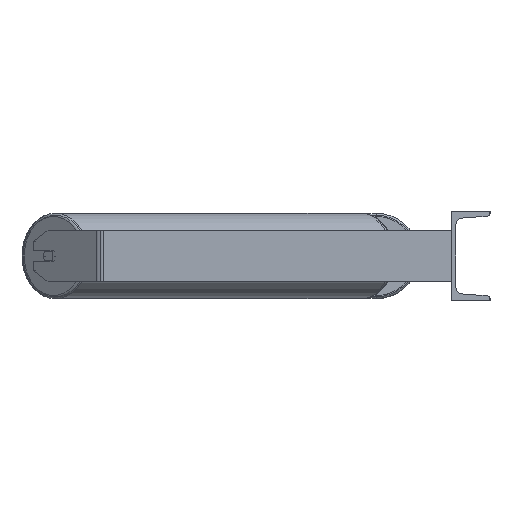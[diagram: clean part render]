
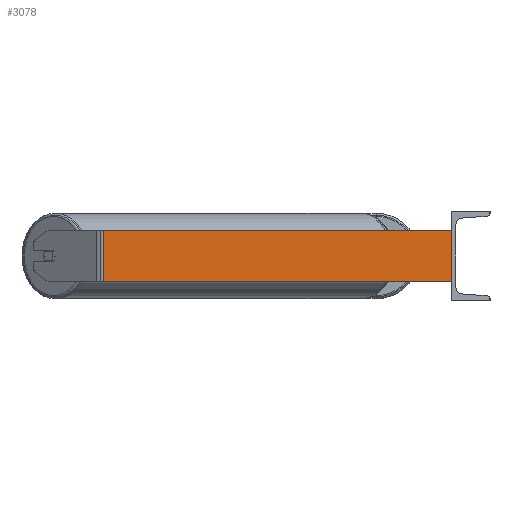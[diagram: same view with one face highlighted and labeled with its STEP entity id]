
A CAD part, left-side view. The second image highlights one B-rep face of the part: STEP entity #3078.
In plain terms, the highlighted planar face has unit normal (-1, 0, 0).
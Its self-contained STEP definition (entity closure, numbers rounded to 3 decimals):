
#128 = EDGE_CURVE ( 'NONE', #6121, #1959, #171, .T. ) ;
#171 = LINE ( 'NONE', #781, #5361 ) ;
#293 = DIRECTION ( 'NONE',  ( 0., -1., 0. ) ) ;
#323 = FACE_OUTER_BOUND ( 'NONE', #4810, .T. ) ;
#353 = CARTESIAN_POINT ( 'NONE',  ( -1085., 0., 40. ) ) ;
#781 = CARTESIAN_POINT ( 'NONE',  ( -1085., 547.579, 40. ) ) ;
#962 = DIRECTION ( 'NONE',  ( 0., 0., -1. ) ) ;
#1036 = CARTESIAN_POINT ( 'NONE',  ( -1085., 547.579, 40. ) ) ;
#1164 = VERTEX_POINT ( 'NONE', #7502 ) ;
#1406 = ORIENTED_EDGE ( 'NONE', *, *, #8049, .F. ) ;
#1484 = CARTESIAN_POINT ( 'NONE',  ( -1085., 541.756, 40. ) ) ;
#1622 = CARTESIAN_POINT ( 'NONE',  ( -1085., 0., -40. ) ) ;
#1788 = AXIS2_PLACEMENT_3D ( 'NONE', #1036, #8075, #7397 ) ;
#1959 = VERTEX_POINT ( 'NONE', #353 ) ;
#2456 = ORIENTED_EDGE ( 'NONE', *, *, #128, .F. ) ;
#2759 = ORIENTED_EDGE ( 'NONE', *, *, #6809, .T. ) ;
#3053 = PLANE ( 'NONE',  #1788 ) ;
#3078 = ADVANCED_FACE ( 'NONE', ( #323 ), #3053, .F. ) ;
#3102 = LINE ( 'NONE', #3662, #8914 ) ;
#3414 = VECTOR ( 'NONE', #293, 1000. ) ;
#3574 = ORIENTED_EDGE ( 'NONE', *, *, #5455, .T. ) ;
#3662 = CARTESIAN_POINT ( 'NONE',  ( -1085., 0., 40. ) ) ;
#4735 = VECTOR ( 'NONE', #8434, 1000. ) ;
#4810 = EDGE_LOOP ( 'NONE', ( #3574, #1406, #2456, #2759 ) ) ;
#5169 = CARTESIAN_POINT ( 'NONE',  ( -1085., 547.579, -40. ) ) ;
#5219 = LINE ( 'NONE', #5169, #3414 ) ;
#5361 = VECTOR ( 'NONE', #7185, 1000. ) ;
#5419 = CARTESIAN_POINT ( 'NONE',  ( -1085., 541.756, 40. ) ) ;
#5455 = EDGE_CURVE ( 'NONE', #1164, #7942, #5219, .T. ) ;
#6121 = VERTEX_POINT ( 'NONE', #5419 ) ;
#6809 = EDGE_CURVE ( 'NONE', #6121, #1164, #7102, .T. ) ;
#7102 = LINE ( 'NONE', #1484, #4735 ) ;
#7185 = DIRECTION ( 'NONE',  ( 0., -1., 0. ) ) ;
#7397 = DIRECTION ( 'NONE',  ( 0., 1., 0. ) ) ;
#7502 = CARTESIAN_POINT ( 'NONE',  ( -1085., 541.756, -40. ) ) ;
#7942 = VERTEX_POINT ( 'NONE', #1622 ) ;
#8049 = EDGE_CURVE ( 'NONE', #1959, #7942, #3102, .T. ) ;
#8075 = DIRECTION ( 'NONE',  ( 1., 0., 0. ) ) ;
#8434 = DIRECTION ( 'NONE',  ( 0., 0., -1. ) ) ;
#8914 = VECTOR ( 'NONE', #962, 1000. ) ;
